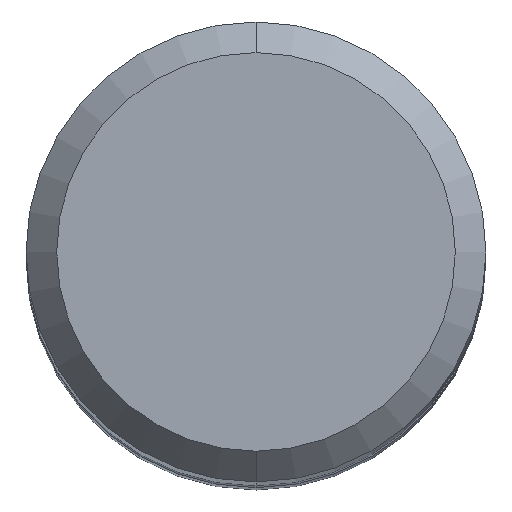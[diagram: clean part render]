
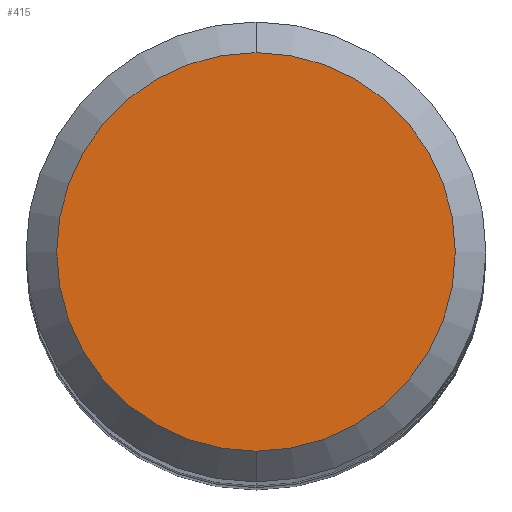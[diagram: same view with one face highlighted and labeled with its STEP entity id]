
A CAD part, top view. The second image highlights one B-rep face of the part: STEP entity #415.
In plain terms, the highlighted planar face has unit normal (0, 0, 1).
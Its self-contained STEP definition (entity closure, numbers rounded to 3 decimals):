
#219=EDGE_CURVE('',#577,#409,#606,.T.);
#409=VERTEX_POINT('',#820);
#415=ADVANCED_FACE('',(#826),#827,.T.);
#565=EDGE_CURVE('',#409,#577,#993,.T.);
#577=VERTEX_POINT('',#1005);
#606=CIRCLE('',#1029,2.6);
#820=CARTESIAN_POINT('',(0.0,2.6,0.0));
#826=FACE_OUTER_BOUND('',#1412,.T.);
#827=PLANE('',#1413);
#993=CIRCLE('',#1747,2.6);
#1005=CARTESIAN_POINT('',(0.,-2.6,0.0));
#1029=AXIS2_PLACEMENT_3D('',#1776,#1777,#1778);
#1412=EDGE_LOOP('',(#2051,#2052));
#1413=AXIS2_PLACEMENT_3D('',#2053,#2054,#2055);
#1747=AXIS2_PLACEMENT_3D('',#2248,#2249,#2250);
#1776=CARTESIAN_POINT('',(0.0,0.0,0.0));
#1777=DIRECTION('',(0.0,0.0,-1.0));
#1778=DIRECTION('',(0.0,1.0,0.0));
#2051=ORIENTED_EDGE('',*,*,#565,.F.);
#2052=ORIENTED_EDGE('',*,*,#219,.F.);
#2053=CARTESIAN_POINT('',(0.0,1.3,0.0));
#2054=DIRECTION('',(-0.0,0.0,1.0));
#2055=DIRECTION('',(0.0,-1.0,0.0));
#2248=CARTESIAN_POINT('',(0.0,0.0,0.0));
#2249=DIRECTION('',(0.0,0.0,-1.0));
#2250=DIRECTION('',(0.0,1.0,0.0));
